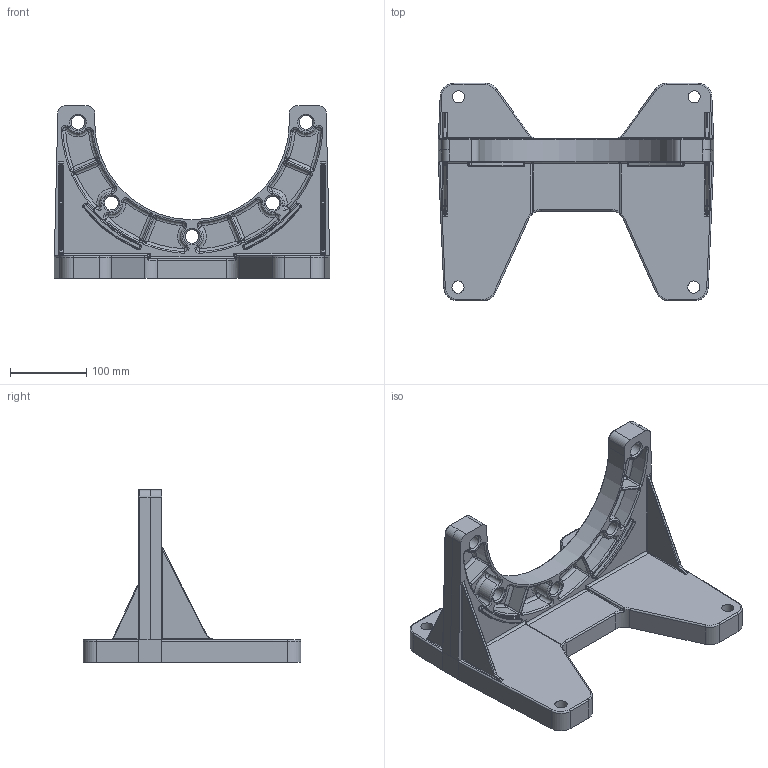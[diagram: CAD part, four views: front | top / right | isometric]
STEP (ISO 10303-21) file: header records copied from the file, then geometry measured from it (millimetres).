
FILE_DESCRIPTION(('STEP AP203'),'2;1');
FILE_NAME('P-350.stp','2007-03-19T14:17:27',(''),(''),'2005.1.101','THINKDESIGN','');
FILE_SCHEMA(('CONFIG_CONTROL_DESIGN'));
Bounding box: 362 x 286 x 227 mm (x, y, z)
Volume: 1189469.3 mm3; surface area: 450994.2 mm2
Topology: 1 solids, 1 shells, 647 faces, 1624 edges, 947 vertices
Faces by surface type: bspline 266, cylinder 237, plane 144
Full cylindrical faces by diameter (mm): 16 x4, 18 x5
Entity records: 41240 total; most frequent: CARTESIAN_POINT 26454, ORIENTED_EDGE 3156, DIRECTION 2953, EDGE_CURVE 1578, AXIS2_PLACEMENT_3D 1130, VERTEX_POINT 947, CIRCLE 745, VECTOR 693
